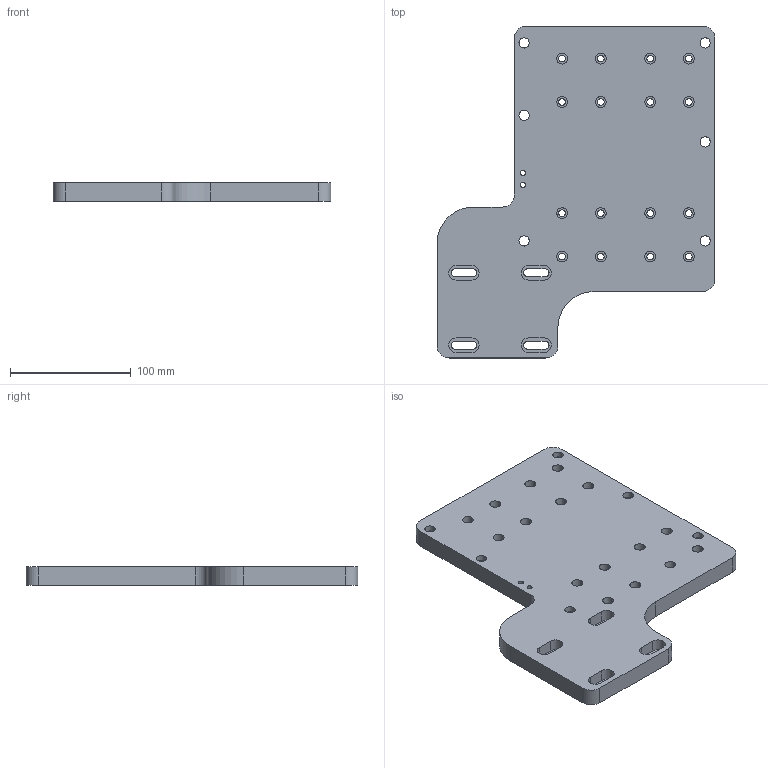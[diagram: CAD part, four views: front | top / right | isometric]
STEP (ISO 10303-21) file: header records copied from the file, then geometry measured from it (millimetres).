
FILE_DESCRIPTION(('CATIA V5 STEP Exchange'),'2;1');
FILE_NAME('VSOTR1100-X003 - Al 15mm - 10 Pcs.stp','2022-08-28T13:11:42+00:00',('none'),('none'),'CATIA Version 5 Release 21 GA (IN-10)','CATIA V5 STEP AP214','none');
FILE_SCHEMA(('AUTOMOTIVE_DESIGN { 1 0 10303 214 1 1 1 1 }'));
Length unit declared in the file: millimetre
Products named in the file (1): VSOTR1100-X600-X005
Bounding box: 230 x 275 x 15 mm (x, y, z)
Volume: 659466.1 mm3; surface area: 117968.1 mm2
Topology: 1 solids, 1 shells, 168 faces, 420 edges, 280 vertices
Faces by surface type: cylinder 116, plane 52
Entity records: 4648 total; most frequent: ORIENTED_EDGE 840, CARTESIAN_POINT 791, DIRECTION 600, EDGE_CURVE 420, AXIS2_PLACEMENT_3D 323, VERTEX_POINT 280, EDGE_LOOP 250, CIRCLE 232
